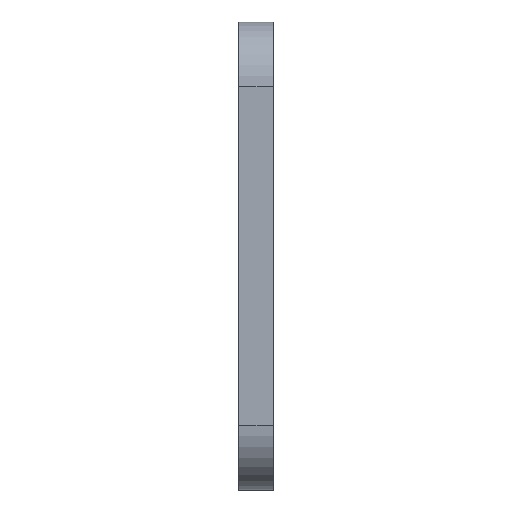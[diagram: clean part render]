
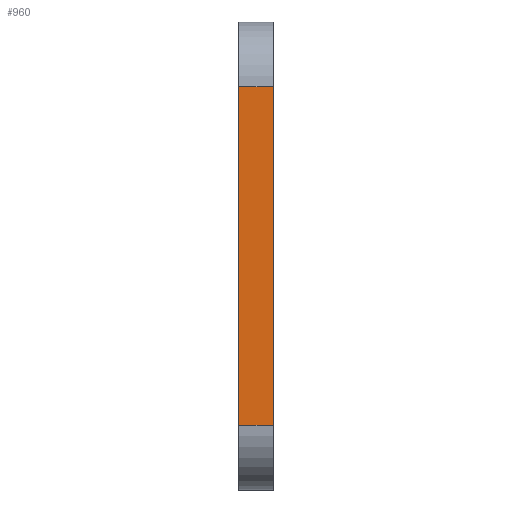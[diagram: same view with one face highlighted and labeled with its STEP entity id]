
A CAD part, left-side view. The second image highlights one B-rep face of the part: STEP entity #960.
In plain terms, the highlighted planar face has unit normal (-1, 0, 0).
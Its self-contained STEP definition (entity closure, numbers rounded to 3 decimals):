
#21 = LINE ( 'NONE', #388, #240 ) ;
#106 = FACE_OUTER_BOUND ( 'NONE', #520, .T. ) ;
#121 = VERTEX_POINT ( 'NONE', #1097 ) ;
#174 = VERTEX_POINT ( 'NONE', #433 ) ;
#195 = LINE ( 'NONE', #292, #934 ) ;
#240 = VECTOR ( 'NONE', #1141, 1000. ) ;
#255 = CARTESIAN_POINT ( 'NONE',  ( -27.25, 1.6, 10.815 ) ) ;
#266 = CARTESIAN_POINT ( 'NONE',  ( -27.25, 1.6, 10.815 ) ) ;
#292 = CARTESIAN_POINT ( 'NONE',  ( -27.25, 1.6, 7.815 ) ) ;
#339 = VERTEX_POINT ( 'NONE', #457 ) ;
#360 = DIRECTION ( 'NONE',  ( 0., 0., -1. ) ) ;
#388 = CARTESIAN_POINT ( 'NONE',  ( -27.25, 1.6, -7.815 ) ) ;
#433 = CARTESIAN_POINT ( 'NONE',  ( -27.25, 1.6, 7.815 ) ) ;
#449 = ORIENTED_EDGE ( 'NONE', *, *, #916, .T. ) ;
#457 = CARTESIAN_POINT ( 'NONE',  ( -27.25, 0., -7.815 ) ) ;
#470 = EDGE_CURVE ( 'NONE', #573, #174, #1098, .T. ) ;
#473 = VECTOR ( 'NONE', #869, 1000. ) ;
#477 = PLANE ( 'NONE',  #703 ) ;
#484 = LINE ( 'NONE', #1148, #473 ) ;
#511 = ORIENTED_EDGE ( 'NONE', *, *, #470, .F. ) ;
#520 = EDGE_LOOP ( 'NONE', ( #1074, #1059, #511, #449 ) ) ;
#573 = VERTEX_POINT ( 'NONE', #642 ) ;
#642 = CARTESIAN_POINT ( 'NONE',  ( -27.25, 1.6, -7.815 ) ) ;
#703 = AXIS2_PLACEMENT_3D ( 'NONE', #255, #1094, #360 ) ;
#816 = DIRECTION ( 'NONE',  ( 0., 0., 1. ) ) ;
#869 = DIRECTION ( 'NONE',  ( 0., 0., 1. ) ) ;
#916 = EDGE_CURVE ( 'NONE', #573, #339, #21, .T. ) ;
#934 = VECTOR ( 'NONE', #1138, 1000. ) ;
#947 = EDGE_CURVE ( 'NONE', #121, #174, #195, .T. ) ;
#960 = ADVANCED_FACE ( 'NONE', ( #106 ), #477, .F. ) ;
#1059 = ORIENTED_EDGE ( 'NONE', *, *, #947, .T. ) ;
#1074 = ORIENTED_EDGE ( 'NONE', *, *, #1139, .T. ) ;
#1094 = DIRECTION ( 'NONE',  ( 1., 0., 0. ) ) ;
#1095 = VECTOR ( 'NONE', #816, 1000. ) ;
#1097 = CARTESIAN_POINT ( 'NONE',  ( -27.25, 0., 7.815 ) ) ;
#1098 = LINE ( 'NONE', #266, #1095 ) ;
#1138 = DIRECTION ( 'NONE',  ( 0., 1., 0. ) ) ;
#1139 = EDGE_CURVE ( 'NONE', #339, #121, #484, .T. ) ;
#1141 = DIRECTION ( 'NONE',  ( 0., -1., 0. ) ) ;
#1148 = CARTESIAN_POINT ( 'NONE',  ( -27.25, 0., 10.815 ) ) ;
